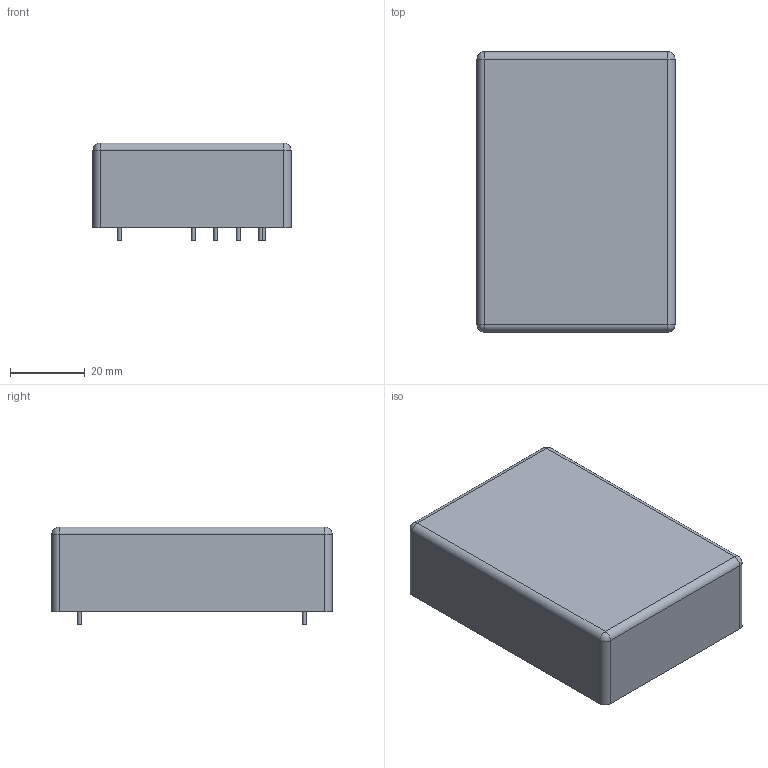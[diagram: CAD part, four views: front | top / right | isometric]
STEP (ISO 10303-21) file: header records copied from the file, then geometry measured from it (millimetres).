
FILE_DESCRIPTION(('FreeCAD Model'),'2;1');
FILE_NAME('Open CASCADE Shape Model','2022-07-07T09:22:10',(''),(''), 'Open CASCADE STEP processor 7.7','FreeCAD','Unknown');
FILE_SCHEMA(('AUTOMOTIVE_DESIGN { 1 0 10303 214 1 1 1 1 }'));
Length unit declared in the file: millimetre
Products named in the file (1): Body
Bounding box: 53 x 75 x 26.2 mm (x, y, z)
Volume: 89959.4 mm3; surface area: 13534.8 mm2
Topology: 1 solids, 1 shells, 32 faces, 61 edges, 34 vertices
Faces by surface type: cylinder 15, plane 13, sphere 4
Full cylindrical faces by diameter (mm): 1 x7
Entity records: 1586 total; most frequent: CARTESIAN_POINT 334, DIRECTION 251, LINE 123, VECTOR 123, ORIENTED_EDGE 114, PCURVE 114, DEFINITIONAL_REPRESENTATION 114, AXIS2_PLACEMENT_3D 63
